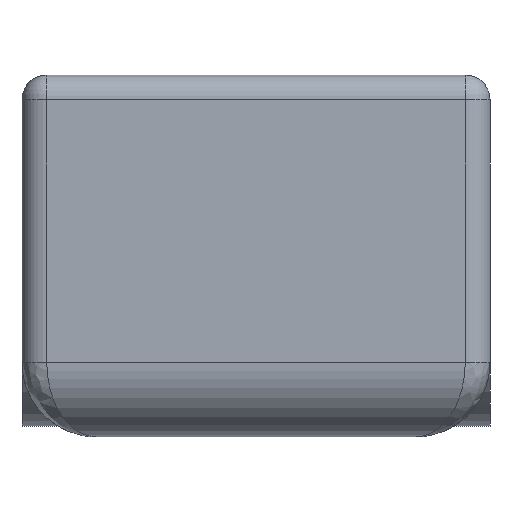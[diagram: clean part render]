
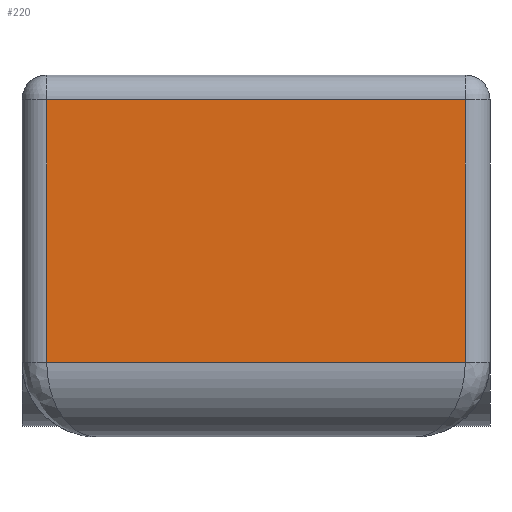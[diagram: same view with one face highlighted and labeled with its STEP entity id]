
A CAD part, front view. The second image highlights one B-rep face of the part: STEP entity #220.
In plain terms, the highlighted planar face has unit normal (0, -1, 0).
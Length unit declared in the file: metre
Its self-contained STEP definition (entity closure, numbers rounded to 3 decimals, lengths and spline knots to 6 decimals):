
#220=ADVANCED_FACE('0:199',(#402),#403,.T.);
#402=FACE_OUTER_BOUND('',#582,.T.);
#403=PLANE('',#583);
#582=EDGE_LOOP('',(#945,#946,#947,#948));
#583=AXIS2_PLACEMENT_3D('',#949,#950,#951);
#945=ORIENTED_EDGE('',*,*,#1275,.F.);
#946=ORIENTED_EDGE('',*,*,#1276,.F.);
#947=ORIENTED_EDGE('',*,*,#1277,.F.);
#948=ORIENTED_EDGE('',*,*,#1255,.F.);
#949=CARTESIAN_POINT('',(0.0,-0.000516,0.000026));
#950=DIRECTION('',(0.0,-1.0,0.0));
#951=DIRECTION('',(0.0,0.0,1.0));
#1255=EDGE_CURVE('0:268',#1435,#1442,#1445,.T.);
#1275=EDGE_CURVE('0:310',#1472,#1435,#1473,.F.);
#1276=EDGE_CURVE('0:313',#1474,#1472,#1475,.T.);
#1277=EDGE_CURVE('0:316',#1442,#1474,#1476,.T.);
#1435=VERTEX_POINT('',#1690);
#1442=VERTEX_POINT('',#1697);
#1445=LINE('',#1701,#1702);
#1472=VERTEX_POINT('',#1738);
#1473=LINE('',#1739,#1740);
#1474=VERTEX_POINT('',#1741);
#1475=LINE('',#1742,#1743);
#1476=LINE('',#1744,#1745);
#1690=CARTESIAN_POINT('',(-0.000219,-0.000516,0.0));
#1697=CARTESIAN_POINT('',(0.000219,-0.000516,0.0));
#1701=CARTESIAN_POINT('',(0.0,-0.000516,0.0));
#1702=VECTOR('',#1971,1.0);
#1738=CARTESIAN_POINT('',(-0.000219,-0.000516,-0.000275));
#1739=CARTESIAN_POINT('',(-0.000219,-0.000516,0.000026));
#1740=VECTOR('',#1993,1.0);
#1741=CARTESIAN_POINT('',(0.000219,-0.000516,-0.000275));
#1742=CARTESIAN_POINT('',(0.0,-0.000516,-0.000275));
#1743=VECTOR('',#1994,1.0);
#1744=CARTESIAN_POINT('',(0.000219,-0.000516,0.000026));
#1745=VECTOR('',#1995,1.0);
#1971=DIRECTION('',(1.0,0.0,0.0));
#1993=DIRECTION('',(0.0,0.0,-1.0));
#1994=DIRECTION('',(-1.0,0.0,0.0));
#1995=DIRECTION('',(0.0,0.0,-1.0));
